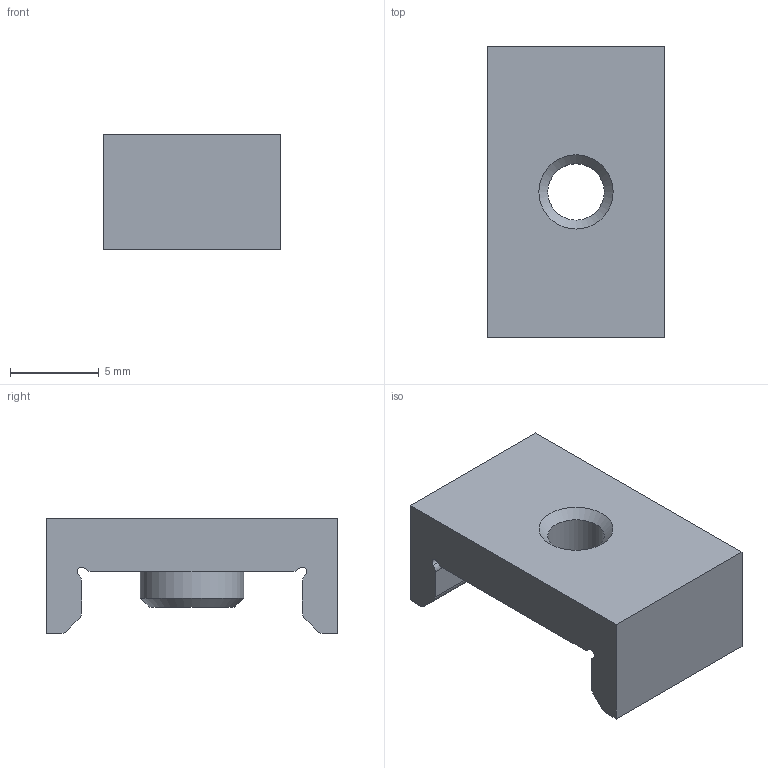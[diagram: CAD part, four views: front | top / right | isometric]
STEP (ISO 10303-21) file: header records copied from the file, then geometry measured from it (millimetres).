
FILE_DESCRIPTION(/* description */ (''),/* implementation_level */ '2;1');
FILE_NAME(/* name */ 'Jig_RailPunch.step',/* time_stamp */ '2021-08-05T09:20:24-05:00',/* author */ (''),/* organization */ (''),/* preprocessor_version */ 'ST-DEVELOPER v18.1',/* originating_system */ 'Autodesk Translation Framework v10.9.0.1377',/* authorisation */ '');
FILE_SCHEMA (('AUTOMOTIVE_DESIGN { 1 0 10303 214 3 1 1 }'));
Length unit declared in the file: millimetre
Products named in the file (1): Jig_RailPunch
Bounding box: 10 x 16.4 x 6.5 mm (x, y, z)
Volume: 628.1 mm3; surface area: 712 mm2
Topology: 1 solids, 1 shells, 27 faces, 70 edges, 46 vertices
Faces by surface type: plane 13, cylinder 12, cone 2
Full cylindrical faces by diameter (mm): 3.175 x1, 5.8 x1
Entity records: 878 total; most frequent: DIRECTION 152, CARTESIAN_POINT 144, ORIENTED_EDGE 140, EDGE_CURVE 70, AXIS2_PLACEMENT_3D 54, VERTEX_POINT 46, LINE 44, VECTOR 44
